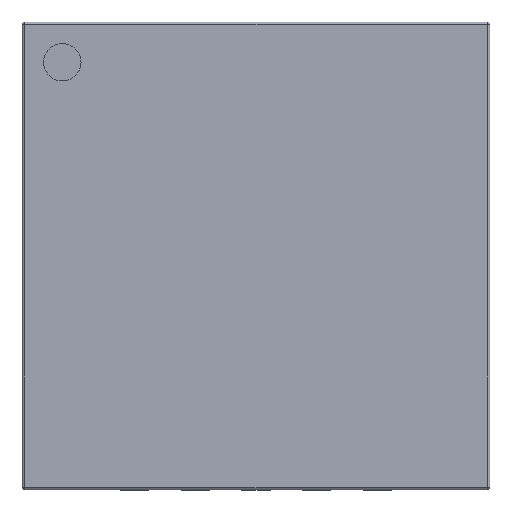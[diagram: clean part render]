
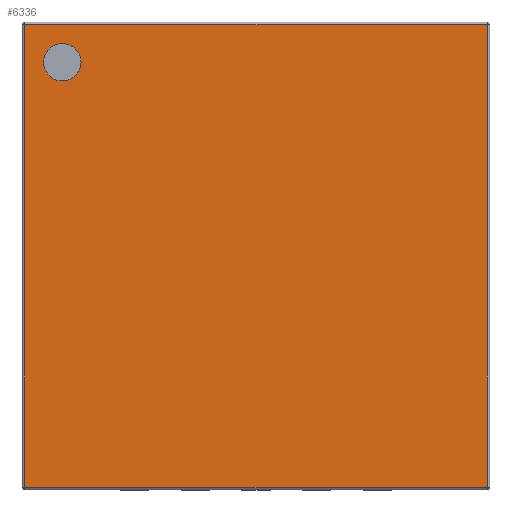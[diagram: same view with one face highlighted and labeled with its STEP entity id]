
A CAD part, top view. The second image highlights one B-rep face of the part: STEP entity #6336.
In plain terms, the highlighted planar face has unit normal (0, 0, 1).
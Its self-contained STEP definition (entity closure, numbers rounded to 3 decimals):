
#12 = EDGE_LOOP ( 'NONE', ( #4093, #2282, #5194, #5347 ) ) ;
#48 = DIRECTION ( 'NONE',  ( 1., 0., 0. ) ) ;
#86 = DIRECTION ( 'NONE',  ( -1., 0., 0. ) ) ;
#104 = DIRECTION ( 'NONE',  ( -1., 0., 0. ) ) ;
#137 = CARTESIAN_POINT ( 'NONE',  ( -2.47, 0., 0.78 ) ) ;
#140 = FACE_OUTER_BOUND ( 'NONE', #12, .T. ) ;
#152 = DIRECTION ( 'NONE',  ( 0., 0., 1. ) ) ;
#590 = AXIS2_PLACEMENT_3D ( 'NONE', #5021, #1266, #104 ) ;
#643 = VERTEX_POINT ( 'NONE', #4731 ) ;
#812 = DIRECTION ( 'NONE',  ( 0., -1., 0. ) ) ;
#979 = CARTESIAN_POINT ( 'NONE',  ( 2.47, 2.47, 0.78 ) ) ;
#1102 = EDGE_CURVE ( 'NONE', #3595, #643, #4994, .T. ) ;
#1266 = DIRECTION ( 'NONE',  ( 0., 0., -1. ) ) ;
#1270 = VERTEX_POINT ( 'NONE', #1700 ) ;
#1688 = EDGE_LOOP ( 'NONE', ( #3429, #5008 ) ) ;
#1700 = CARTESIAN_POINT ( 'NONE',  ( -1.87, 2.07, 0.78 ) ) ;
#1745 = EDGE_CURVE ( 'NONE', #3881, #4291, #3856, .T. ) ;
#1760 = AXIS2_PLACEMENT_3D ( 'NONE', #3901, #152, #48 ) ;
#1763 = FACE_BOUND ( 'NONE', #1688, .T. ) ;
#1779 = EDGE_CURVE ( 'NONE', #4637, #1270, #6508, .T. ) ;
#2151 = DIRECTION ( 'NONE',  ( 0., 1., 0. ) ) ;
#2282 = ORIENTED_EDGE ( 'NONE', *, *, #1102, .T. ) ;
#2286 = VECTOR ( 'NONE', #2151, 1000. ) ;
#2497 = EDGE_CURVE ( 'NONE', #4291, #3595, #2823, .T. ) ;
#2823 = LINE ( 'NONE', #137, #6463 ) ;
#2950 = CARTESIAN_POINT ( 'NONE',  ( -2.47, 2.47, 0.78 ) ) ;
#3400 = PLANE ( 'NONE',  #590 ) ;
#3429 = ORIENTED_EDGE ( 'NONE', *, *, #4681, .F. ) ;
#3595 = VERTEX_POINT ( 'NONE', #4446 ) ;
#3686 = CARTESIAN_POINT ( 'NONE',  ( -2.27, 2.07, 0.78 ) ) ;
#3777 = LINE ( 'NONE', #3811, #2286 ) ;
#3811 = CARTESIAN_POINT ( 'NONE',  ( 2.47, 0., 0.78 ) ) ;
#3856 = LINE ( 'NONE', #4852, #6967 ) ;
#3881 = VERTEX_POINT ( 'NONE', #979 ) ;
#3901 = CARTESIAN_POINT ( 'NONE',  ( -2.07, 2.07, 0.78 ) ) ;
#4093 = ORIENTED_EDGE ( 'NONE', *, *, #2497, .T. ) ;
#4291 = VERTEX_POINT ( 'NONE', #2950 ) ;
#4446 = CARTESIAN_POINT ( 'NONE',  ( -2.47, -2.47, 0.78 ) ) ;
#4637 = VERTEX_POINT ( 'NONE', #3686 ) ;
#4681 = EDGE_CURVE ( 'NONE', #1270, #4637, #4914, .T. ) ;
#4731 = CARTESIAN_POINT ( 'NONE',  ( 2.47, -2.47, 0.78 ) ) ;
#4807 = VECTOR ( 'NONE', #6521, 1000. ) ;
#4852 = CARTESIAN_POINT ( 'NONE',  ( 0., 2.47, 0.78 ) ) ;
#4914 = CIRCLE ( 'NONE', #6957, 0.2 ) ;
#4923 = DIRECTION ( 'NONE',  ( 0., 0., 1. ) ) ;
#4994 = LINE ( 'NONE', #6022, #4807 ) ;
#5008 = ORIENTED_EDGE ( 'NONE', *, *, #1779, .F. ) ;
#5021 = CARTESIAN_POINT ( 'NONE',  ( 0., 0., 0.78 ) ) ;
#5194 = ORIENTED_EDGE ( 'NONE', *, *, #6253, .T. ) ;
#5347 = ORIENTED_EDGE ( 'NONE', *, *, #1745, .T. ) ;
#6022 = CARTESIAN_POINT ( 'NONE',  ( 0., -2.47, 0.78 ) ) ;
#6063 = DIRECTION ( 'NONE',  ( 1., 0., 0. ) ) ;
#6253 = EDGE_CURVE ( 'NONE', #643, #3881, #3777, .T. ) ;
#6336 = ADVANCED_FACE ( 'NONE', ( #1763, #140 ), #3400, .F. ) ;
#6463 = VECTOR ( 'NONE', #812, 1000. ) ;
#6508 = CIRCLE ( 'NONE', #1760, 0.2 ) ;
#6521 = DIRECTION ( 'NONE',  ( 1., 0., 0. ) ) ;
#6638 = CARTESIAN_POINT ( 'NONE',  ( -2.07, 2.07, 0.78 ) ) ;
#6957 = AXIS2_PLACEMENT_3D ( 'NONE', #6638, #4923, #6063 ) ;
#6967 = VECTOR ( 'NONE', #86, 1000. ) ;
